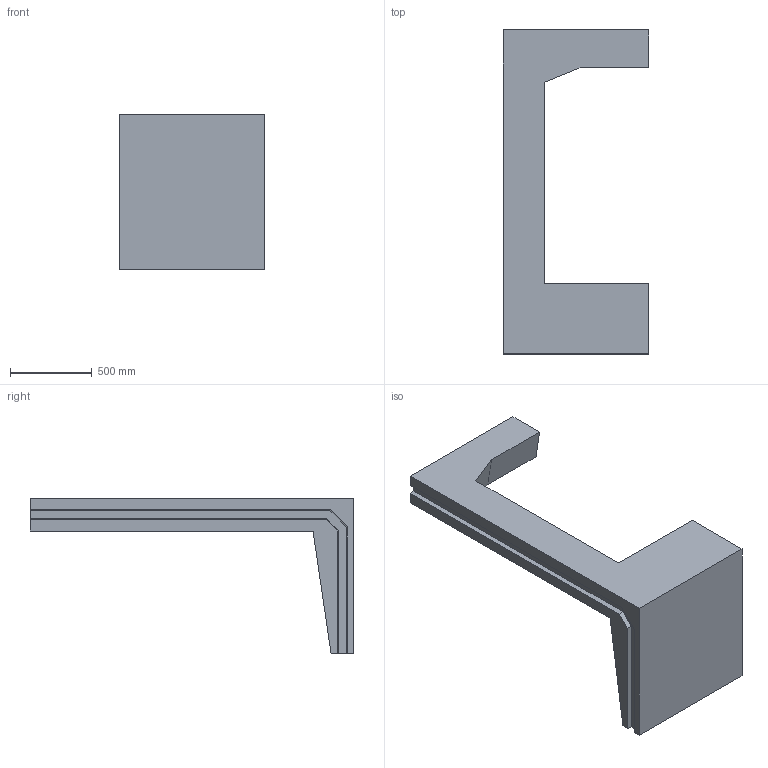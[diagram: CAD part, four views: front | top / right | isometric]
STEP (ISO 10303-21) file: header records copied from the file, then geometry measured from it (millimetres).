
FILE_DESCRIPTION (( 'STEP AP203' ), '1' );
FILE_NAME ('È36.00.000 Áëîê ñòåíîâîé ÑÁ2-2_áåòîí.STEP', '2021-10-26T11:00:13', ( '' ), ( '' ), 'SwSTEP 2.0', 'SolidWorks 2018', '' );
FILE_SCHEMA (( 'CONFIG_CONTROL_DESIGN' ));
Length unit declared in the file: millimetre
Products named in the file (1): È36.00.000 Áëîê ñòåíîâîé ÑÁ2-2_áåòîí
Bounding box: 890 x 1980 x 950 mm (x, y, z)
Volume: 303518741.8 mm3; surface area: 4849226.8 mm2
Topology: 1 solids, 1 shells, 21 faces, 57 edges, 38 vertices
Faces by surface type: plane 21
Entity records: 728 total; most frequent: CARTESIAN_POINT 117, ORIENTED_EDGE 114, DIRECTION 101, LINE 57, EDGE_CURVE 57, VECTOR 57, VERTEX_POINT 38, AXIS2_PLACEMENT_3D 22
